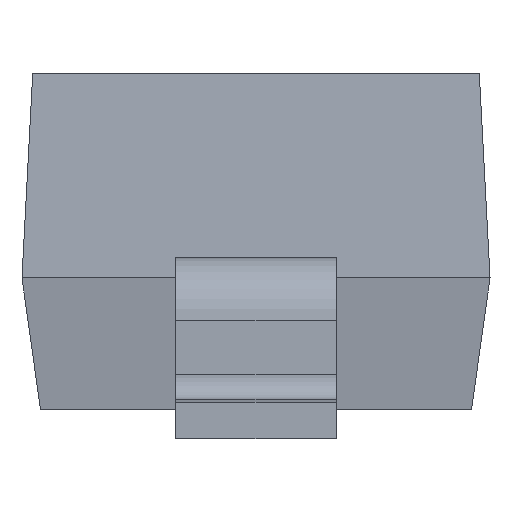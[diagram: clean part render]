
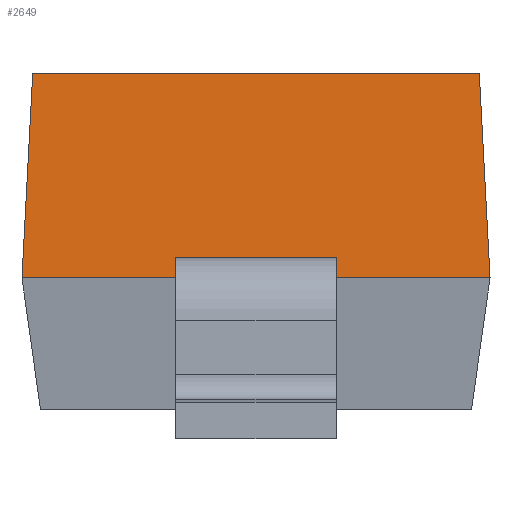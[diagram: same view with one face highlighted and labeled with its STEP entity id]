
A CAD part, left-side view. The second image highlights one B-rep face of the part: STEP entity #2649.
In plain terms, the highlighted planar face has unit normal (-0.999, 0, 0.052).
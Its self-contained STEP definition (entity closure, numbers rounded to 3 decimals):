
#101 = CARTESIAN_POINT ( 'NONE',  ( -1.346, 0.8, 0.62 ) ) ;
#146 = EDGE_CURVE ( 'NONE', #4507, #1916, #486, .T. ) ;
#224 = DIRECTION ( 'NONE',  ( 0.052, 0., 0.999 ) ) ;
#226 = EDGE_CURVE ( 'NONE', #2212, #4538, #3956, .T. ) ;
#241 = PLANE ( 'NONE',  #4474 ) ;
#375 = DIRECTION ( 'NONE',  ( 0., -1., 0. ) ) ;
#386 = CARTESIAN_POINT ( 'NONE',  ( -1.35, -0.275, 0.55 ) ) ;
#411 = DIRECTION ( 'NONE',  ( -0.052, 0., -0.999 ) ) ;
#486 = LINE ( 'NONE', #1568, #1159 ) ;
#499 = VECTOR ( 'NONE', #1146, 1000. ) ;
#550 = ORIENTED_EDGE ( 'NONE', *, *, #3379, .T. ) ;
#573 = VECTOR ( 'NONE', #1214, 1000. ) ;
#763 = DIRECTION ( 'NONE',  ( -0.052, -0.052, -0.997 ) ) ;
#788 = VECTOR ( 'NONE', #375, 1000. ) ;
#882 = CARTESIAN_POINT ( 'NONE',  ( -1.313, -0.763, 1.25 ) ) ;
#1013 = ORIENTED_EDGE ( 'NONE', *, *, #2477, .F. ) ;
#1054 = EDGE_CURVE ( 'NONE', #2381, #1916, #4513, .T. ) ;
#1097 = CARTESIAN_POINT ( 'NONE',  ( -1.35, 0.8, 0.55 ) ) ;
#1138 = EDGE_CURVE ( 'NONE', #4424, #3415, #4028, .T. ) ;
#1146 = DIRECTION ( 'NONE',  ( -0.052, 0.052, -0.997 ) ) ;
#1159 = VECTOR ( 'NONE', #763, 1000. ) ;
#1164 = ORIENTED_EDGE ( 'NONE', *, *, #1138, .T. ) ;
#1176 = DIRECTION ( 'NONE',  ( 0., -1., 0. ) ) ;
#1214 = DIRECTION ( 'NONE',  ( 0., -1., 0. ) ) ;
#1237 = FACE_OUTER_BOUND ( 'NONE', #4155, .T. ) ;
#1306 = CARTESIAN_POINT ( 'NONE',  ( -1.35, 0.8, 0.55 ) ) ;
#1495 = CARTESIAN_POINT ( 'NONE',  ( -1.35, 0.275, 0.55 ) ) ;
#1568 = CARTESIAN_POINT ( 'NONE',  ( -1.35, -0.8, 0.55 ) ) ;
#1630 = EDGE_CURVE ( 'NONE', #2212, #3257, #3665, .T. ) ;
#1652 = CARTESIAN_POINT ( 'NONE',  ( -1.35, -0.275, 0.55 ) ) ;
#1916 = VERTEX_POINT ( 'NONE', #2501 ) ;
#1929 = VECTOR ( 'NONE', #3693, 1000. ) ;
#1993 = VECTOR ( 'NONE', #224, 1000. ) ;
#1996 = ORIENTED_EDGE ( 'NONE', *, *, #146, .F. ) ;
#2128 = VECTOR ( 'NONE', #1176, 1000. ) ;
#2150 = DIRECTION ( 'NONE',  ( 0.052, 0., 0.999 ) ) ;
#2212 = VERTEX_POINT ( 'NONE', #2494 ) ;
#2274 = LINE ( 'NONE', #2967, #1929 ) ;
#2311 = ORIENTED_EDGE ( 'NONE', *, *, #226, .F. ) ;
#2381 = VERTEX_POINT ( 'NONE', #386 ) ;
#2477 = EDGE_CURVE ( 'NONE', #4424, #4507, #2918, .T. ) ;
#2494 = CARTESIAN_POINT ( 'NONE',  ( -1.346, 0.275, 0.62 ) ) ;
#2501 = CARTESIAN_POINT ( 'NONE',  ( -1.35, -0.8, 0.55 ) ) ;
#2515 = CARTESIAN_POINT ( 'NONE',  ( -1.313, 0.763, 1.25 ) ) ;
#2649 = ADVANCED_FACE ( 'NONE', ( #1237 ), #241, .T. ) ;
#2918 = LINE ( 'NONE', #4325, #2128 ) ;
#2967 = CARTESIAN_POINT ( 'NONE',  ( -1.35, 0.8, 0.55 ) ) ;
#3023 = ORIENTED_EDGE ( 'NONE', *, *, #1054, .T. ) ;
#3037 = LINE ( 'NONE', #1652, #1993 ) ;
#3145 = EDGE_CURVE ( 'NONE', #2381, #3257, #3037, .T. ) ;
#3257 = VERTEX_POINT ( 'NONE', #3726 ) ;
#3296 = CARTESIAN_POINT ( 'NONE',  ( -1.35, 0.275, 0.55 ) ) ;
#3379 = EDGE_CURVE ( 'NONE', #3415, #4538, #2274, .T. ) ;
#3415 = VERTEX_POINT ( 'NONE', #1306 ) ;
#3535 = CARTESIAN_POINT ( 'NONE',  ( -1.35, 0.8, 0.55 ) ) ;
#3665 = LINE ( 'NONE', #101, #573 ) ;
#3693 = DIRECTION ( 'NONE',  ( 0., -1., 0. ) ) ;
#3726 = CARTESIAN_POINT ( 'NONE',  ( -1.346, -0.275, 0.62 ) ) ;
#3891 = DIRECTION ( 'NONE',  ( -0.999, 0., 0.052 ) ) ;
#3899 = ORIENTED_EDGE ( 'NONE', *, *, #3145, .F. ) ;
#3956 = LINE ( 'NONE', #3296, #4312 ) ;
#4028 = LINE ( 'NONE', #4342, #499 ) ;
#4155 = EDGE_LOOP ( 'NONE', ( #2311, #4397, #3899, #3023, #1996, #1013, #1164, #550 ) ) ;
#4312 = VECTOR ( 'NONE', #411, 1000. ) ;
#4325 = CARTESIAN_POINT ( 'NONE',  ( -1.313, 0.8, 1.25 ) ) ;
#4342 = CARTESIAN_POINT ( 'NONE',  ( -1.35, 0.8, 0.55 ) ) ;
#4397 = ORIENTED_EDGE ( 'NONE', *, *, #1630, .T. ) ;
#4424 = VERTEX_POINT ( 'NONE', #2515 ) ;
#4474 = AXIS2_PLACEMENT_3D ( 'NONE', #1097, #3891, #2150 ) ;
#4507 = VERTEX_POINT ( 'NONE', #882 ) ;
#4513 = LINE ( 'NONE', #3535, #788 ) ;
#4538 = VERTEX_POINT ( 'NONE', #1495 ) ;
